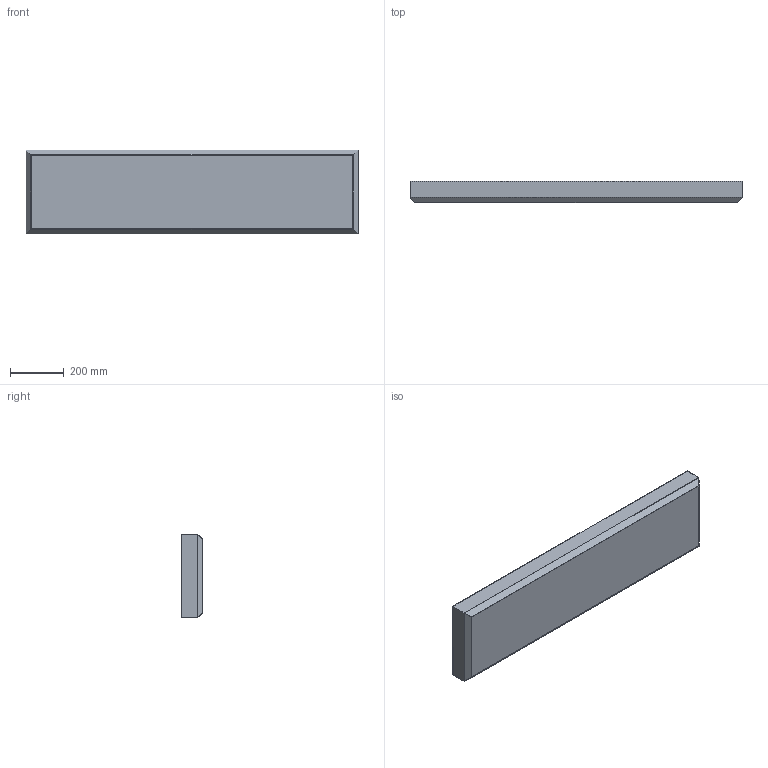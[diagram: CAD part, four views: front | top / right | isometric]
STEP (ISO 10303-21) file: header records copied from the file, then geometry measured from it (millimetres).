
FILE_DESCRIPTION (( 'STEP AP214' ), '1' );
FILE_NAME ('OPL S 228 HF.STEP', '2018-07-30T14:39:54', ( '' ), ( '' ), 'SwSTEP 2.0', 'SolidWorks 2013', '' );
FILE_SCHEMA (( 'AUTOMOTIVE_DESIGN' ));
Length unit declared in the file: millimetre
Products named in the file (1): OPL S 228 HF
Bounding box: 1230 x 80 x 310 mm (x, y, z)
Volume: 1599483 mm3; surface area: 1933159.9 mm2
Topology: 2 solids, 2 shells, 25 faces, 52 edges, 32 vertices
Faces by surface type: plane 25
Entity records: 751 total; most frequent: CARTESIAN_POINT 110, DIRECTION 104, ORIENTED_EDGE 104, LINE 52, VECTOR 52, EDGE_CURVE 52, VERTEX_POINT 32, EDGE_LOOP 26
